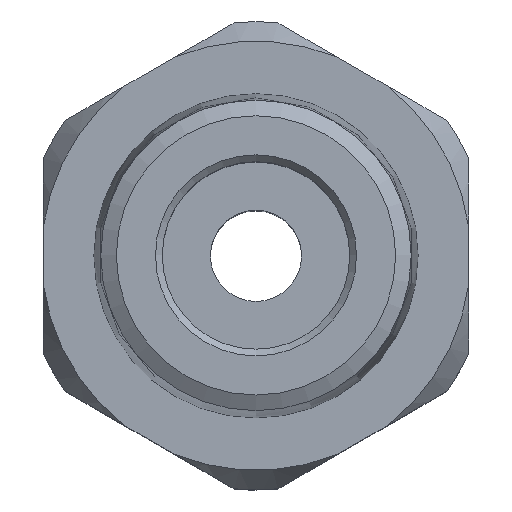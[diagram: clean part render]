
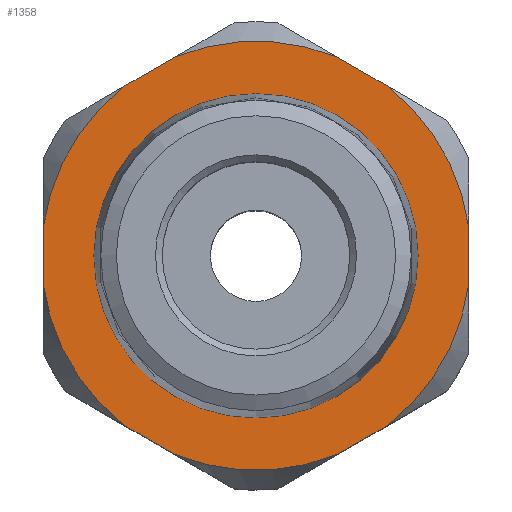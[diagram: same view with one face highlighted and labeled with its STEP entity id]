
A CAD part, top view. The second image highlights one B-rep face of the part: STEP entity #1358.
In plain terms, the highlighted planar face has unit normal (0, 0, 1).
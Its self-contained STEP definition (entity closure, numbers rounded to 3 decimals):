
#26=PLANE('',#1454);
#59=LINE('',#2044,#95);
#60=LINE('',#2045,#96);
#61=LINE('',#2046,#97);
#62=LINE('',#2047,#98);
#63=LINE('',#2048,#99);
#64=LINE('',#2049,#100);
#95=VECTOR('',#1646,1000.);
#96=VECTOR('',#1647,1000.);
#97=VECTOR('',#1648,1000.);
#98=VECTOR('',#1649,1000.);
#99=VECTOR('',#1650,1000.);
#100=VECTOR('',#1651,1000.);
#247=ORIENTED_EDGE('',*,*,#486,.F.);
#248=ORIENTED_EDGE('',*,*,#487,.T.);
#249=ORIENTED_EDGE('',*,*,#434,.F.);
#250=ORIENTED_EDGE('',*,*,#488,.T.);
#251=ORIENTED_EDGE('',*,*,#448,.F.);
#252=ORIENTED_EDGE('',*,*,#489,.T.);
#253=ORIENTED_EDGE('',*,*,#446,.F.);
#254=ORIENTED_EDGE('',*,*,#490,.T.);
#255=ORIENTED_EDGE('',*,*,#442,.F.);
#256=ORIENTED_EDGE('',*,*,#491,.T.);
#257=ORIENTED_EDGE('',*,*,#438,.F.);
#258=ORIENTED_EDGE('',*,*,#492,.T.);
#259=ORIENTED_EDGE('',*,*,#485,.T.);
#434=EDGE_CURVE('',#558,#559,#645,.T.);
#438=EDGE_CURVE('',#562,#563,#647,.T.);
#442=EDGE_CURVE('',#566,#567,#649,.T.);
#446=EDGE_CURVE('',#570,#571,#651,.T.);
#448=EDGE_CURVE('',#572,#573,#652,.T.);
#485=EDGE_CURVE('',#599,#599,#667,.T.);
#486=EDGE_CURVE('',#600,#601,#668,.T.);
#487=EDGE_CURVE('',#600,#559,#59,.T.);
#488=EDGE_CURVE('',#558,#573,#60,.T.);
#489=EDGE_CURVE('',#572,#571,#61,.T.);
#490=EDGE_CURVE('',#570,#567,#62,.T.);
#491=EDGE_CURVE('',#566,#563,#63,.T.);
#492=EDGE_CURVE('',#562,#601,#64,.T.);
#558=VERTEX_POINT('',#1853);
#559=VERTEX_POINT('',#1855);
#562=VERTEX_POINT('',#1870);
#563=VERTEX_POINT('',#1872);
#566=VERTEX_POINT('',#1887);
#567=VERTEX_POINT('',#1889);
#570=VERTEX_POINT('',#1904);
#571=VERTEX_POINT('',#1906);
#572=VERTEX_POINT('',#1914);
#573=VERTEX_POINT('',#1915);
#599=VERTEX_POINT('',#2039);
#600=VERTEX_POINT('',#2042);
#601=VERTEX_POINT('',#2043);
#645=CIRCLE('',#1414,11.213);
#647=CIRCLE('',#1417,11.213);
#649=CIRCLE('',#1420,11.213);
#651=CIRCLE('',#1423,11.213);
#652=CIRCLE('',#1425,11.213);
#667=CIRCLE('',#1453,8.471);
#668=CIRCLE('',#1455,11.213);
#723=EDGE_LOOP('',(#247,#248,#249,#250,#251,#252,#253,#254,#255,#256,#257,
#258));
#724=EDGE_LOOP('',(#259));
#813=FACE_BOUND('',#723,.T.);
#814=FACE_BOUND('',#724,.T.);
#1358=ADVANCED_FACE('',(#813,#814),#26,.F.);
#1414=AXIS2_PLACEMENT_3D('',#1854,#1552,#1553);
#1417=AXIS2_PLACEMENT_3D('',#1871,#1558,#1559);
#1420=AXIS2_PLACEMENT_3D('',#1888,#1564,#1565);
#1423=AXIS2_PLACEMENT_3D('',#1905,#1570,#1571);
#1425=AXIS2_PLACEMENT_3D('',#1913,#1574,#1575);
#1453=AXIS2_PLACEMENT_3D('',#2038,#1640,#1641);
#1454=AXIS2_PLACEMENT_3D('',#2040,#1642,#1643);
#1455=AXIS2_PLACEMENT_3D('',#2041,#1644,#1645);
#1552=DIRECTION('',(0.,0.,-1.));
#1553=DIRECTION('',(-1.,0.,0.));
#1558=DIRECTION('',(0.,0.,-1.));
#1559=DIRECTION('',(-1.,0.,0.));
#1564=DIRECTION('',(0.,0.,-1.));
#1565=DIRECTION('',(-1.,0.,0.));
#1570=DIRECTION('',(0.,0.,-1.));
#1571=DIRECTION('',(-1.,0.,0.));
#1574=DIRECTION('',(0.,0.,-1.));
#1575=DIRECTION('',(-1.,0.,0.));
#1640=DIRECTION('',(0.,0.,-1.));
#1641=DIRECTION('',(0.,1.,0.));
#1642=DIRECTION('',(0.,0.,-1.));
#1643=DIRECTION('',(-1.,0.,0.));
#1644=DIRECTION('',(0.,0.,-1.));
#1645=DIRECTION('',(-1.,0.,0.));
#1646=DIRECTION('',(-0.866,-0.5,0.));
#1647=DIRECTION('',(0.,-1.,0.));
#1648=DIRECTION('',(0.866,-0.5,0.));
#1649=DIRECTION('',(0.866,0.5,0.));
#1650=DIRECTION('',(0.,1.,0.));
#1651=DIRECTION('',(-0.866,0.5,0.));
#1853=CARTESIAN_POINT('',(-11.113,1.494,0.));
#1854=CARTESIAN_POINT('',(0.,0.,0.));
#1855=CARTESIAN_POINT('',(-6.85,8.877,0.));
#1870=CARTESIAN_POINT('',(6.85,8.877,0.));
#1871=CARTESIAN_POINT('',(0.,0.,0.));
#1872=CARTESIAN_POINT('',(11.113,1.494,0.));
#1887=CARTESIAN_POINT('',(11.113,-1.494,0.));
#1888=CARTESIAN_POINT('',(0.,0.,0.));
#1889=CARTESIAN_POINT('',(6.85,-8.877,0.));
#1904=CARTESIAN_POINT('',(4.262,-10.371,0.));
#1905=CARTESIAN_POINT('',(0.,0.,0.));
#1906=CARTESIAN_POINT('',(-4.262,-10.371,0.));
#1913=CARTESIAN_POINT('',(0.,0.,0.));
#1914=CARTESIAN_POINT('',(-6.85,-8.877,0.));
#1915=CARTESIAN_POINT('',(-11.113,-1.494,0.));
#2038=CARTESIAN_POINT('',(0.,0.,0.));
#2039=CARTESIAN_POINT('',(0.,8.471,0.));
#2040=CARTESIAN_POINT('',(0.,0.,0.));
#2041=CARTESIAN_POINT('',(0.,0.,0.));
#2042=CARTESIAN_POINT('',(-4.262,10.371,0.));
#2043=CARTESIAN_POINT('',(4.262,10.371,0.));
#2044=CARTESIAN_POINT('',(0.,12.832,0.));
#2045=CARTESIAN_POINT('',(-11.113,6.416,0.));
#2046=CARTESIAN_POINT('',(-11.113,-6.416,0.));
#2047=CARTESIAN_POINT('',(0.,-12.832,0.));
#2048=CARTESIAN_POINT('',(11.113,-6.416,0.));
#2049=CARTESIAN_POINT('',(11.113,6.416,0.));
